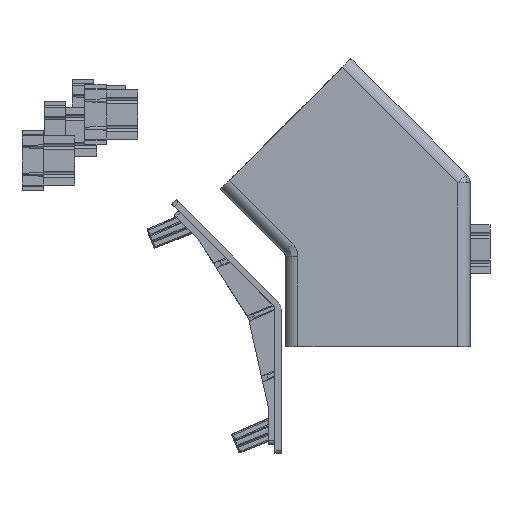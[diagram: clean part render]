
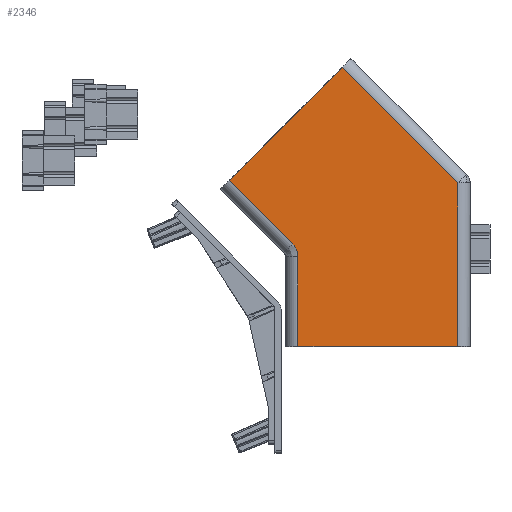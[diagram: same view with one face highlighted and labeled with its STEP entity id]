
A CAD part, top view. The second image highlights one B-rep face of the part: STEP entity #2346.
In plain terms, the highlighted planar face has unit normal (0, 0, 1).
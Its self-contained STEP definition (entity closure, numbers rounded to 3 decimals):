
#2346=ADVANCED_FACE('NONE',(#5280),#5281,.F.);
#5280=FACE_OUTER_BOUND('',#12303,.T.);
#5281=PLANE('',#12304);
#12303=EDGE_LOOP('',(#21471,#21472,#21473,#21474,#21475,#21476,#21477));
#12304=AXIS2_PLACEMENT_3D('',#21478,#21479,#21480);
#21471=ORIENTED_EDGE('',*,*,#28949,.F.);
#21472=ORIENTED_EDGE('',*,*,#28950,.F.);
#21473=ORIENTED_EDGE('',*,*,#28951,.F.);
#21474=ORIENTED_EDGE('',*,*,#28952,.F.);
#21475=ORIENTED_EDGE('',*,*,#28953,.F.);
#21476=ORIENTED_EDGE('',*,*,#28954,.F.);
#21477=ORIENTED_EDGE('',*,*,#28955,.F.);
#21478=CARTESIAN_POINT('',(0.0,0.0,15.0));
#21479=DIRECTION('',(0.0,0.0,-1.0));
#21480=DIRECTION('',(0.0,-1.0,0.0));
#28949=EDGE_CURVE('NONE',#34117,#34118,#34119,.T.);
#28950=EDGE_CURVE('NONE',#34120,#34117,#34121,.T.);
#28951=EDGE_CURVE('NONE',#34122,#34120,#34123,.T.);
#28952=EDGE_CURVE('NONE',#34124,#34122,#34125,.T.);
#28953=EDGE_CURVE('NONE',#34126,#34124,#34127,.T.);
#28954=EDGE_CURVE('NONE',#34128,#34126,#34129,.T.);
#28955=EDGE_CURVE('NONE',#34118,#34128,#34130,.T.);
#34117=VERTEX_POINT('NONE',#42622);
#34118=VERTEX_POINT('NONE',#42623);
#34119=LINE('',#42624,#42625);
#34120=VERTEX_POINT('NONE',#42626);
#34121=(B_SPLINE_CURVE(3,(#42628,#42629,#42630,#42631),.UNSPECIFIED.,.F.,.F.)B_SPLINE_CURVE_WITH_KNOTS((4,4),(0.0,1.0),.UNSPECIFIED.)RATIONAL_B_SPLINE_CURVE((1.0,0.949,0.949,1.0))BOUNDED_CURVE()REPRESENTATION_ITEM('')GEOMETRIC_REPRESENTATION_ITEM()CURVE());
#34122=VERTEX_POINT('NONE',#42638);
#34123=LINE('',#42639,#42640);
#34124=VERTEX_POINT('NONE',#42641);
#34125=LINE('',#42642,#42643);
#34126=VERTEX_POINT('NONE',#42644);
#34127=LINE('',#42645,#42646);
#34128=VERTEX_POINT('NONE',#42647);
#34129=LINE('',#42648,#42649);
#34130=LINE('',#42650,#42651);
#42622=CARTESIAN_POINT('',(1.121,16.702,15.0));
#42623=CARTESIAN_POINT('',(-9.189,27.011,15.0));
#42624=CARTESIAN_POINT('',(1.121,16.702,15.0));
#42625=VECTOR('',#49378,1000.0);
#42626=CARTESIAN_POINT('',(2.0,14.58,15.0));
#42628=CARTESIAN_POINT('',(2.0,14.58,15.0));
#42629=CARTESIAN_POINT('',(2.0,15.387,15.0));
#42630=CARTESIAN_POINT('',(1.691,16.132,15.0));
#42631=CARTESIAN_POINT('',(1.121,16.702,15.0));
#42638=CARTESIAN_POINT('',(2.0,0.,15.0));
#42639=CARTESIAN_POINT('',(2.0,0.0,15.0));
#42640=VECTOR('',#49379,1000.0);
#42641=CARTESIAN_POINT('',(28.0,0.,15.0));
#42642=CARTESIAN_POINT('',(30.0,0.,15.0));
#42643=VECTOR('',#49380,1000.0);
#42644=CARTESIAN_POINT('',(28.0,26.593,15.0));
#42645=CARTESIAN_POINT('',(28.0,0.0,15.0));
#42646=VECTOR('',#49381,1000.0);
#42647=CARTESIAN_POINT('',(9.196,45.396,15.0));
#42648=CARTESIAN_POINT('',(9.196,45.396,15.0));
#42649=VECTOR('',#49382,1000.0);
#42650=CARTESIAN_POINT('',(-10.603,25.597,15.0));
#42651=VECTOR('',#49383,1000.0);
#49378=DIRECTION('',(-0.707,0.707,0.0));
#49379=DIRECTION('',(0.0,1.0,0.0));
#49380=DIRECTION('',(-1.0,-0.0,0.0));
#49381=DIRECTION('',(-0.0,-1.0,-0.0));
#49382=DIRECTION('',(0.707,-0.707,0.0));
#49383=DIRECTION('',(0.707,0.707,0.0));
